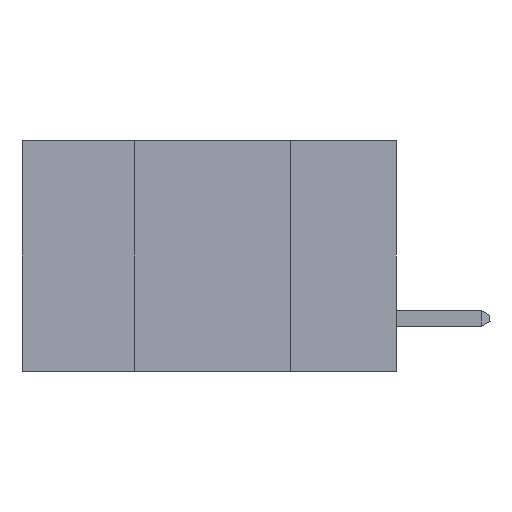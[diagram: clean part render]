
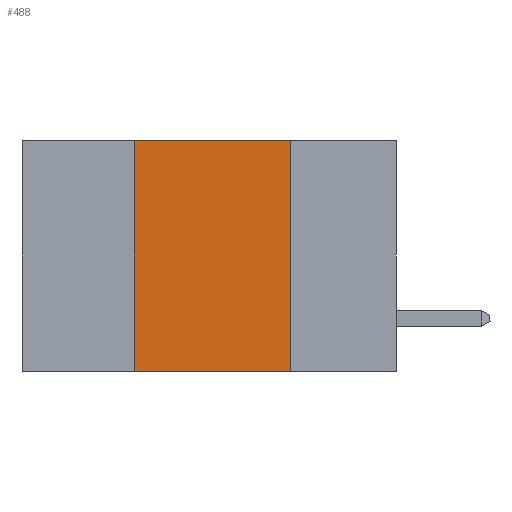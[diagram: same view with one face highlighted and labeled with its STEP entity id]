
A CAD part, left-side view. The second image highlights one B-rep face of the part: STEP entity #488.
In plain terms, the highlighted planar face has unit normal (-1, 0, 0).
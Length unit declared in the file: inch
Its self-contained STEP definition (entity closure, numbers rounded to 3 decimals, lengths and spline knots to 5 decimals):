
#13 = EDGE_LOOP ( 'NONE', ( #9448, #74, #4688, #2680 ) ) ;
#74 = ORIENTED_EDGE ( 'NONE', *, *, #2193, .F. ) ;
#255 = EDGE_CURVE ( 'NONE', #9257, #858, #8108, .T. ) ;
#415 = CARTESIAN_POINT ( 'NONE',  ( 0., 0.6, -0.37 ) ) ;
#488 = ADVANCED_FACE ( 'NONE', ( #8482 ), #937, .F. ) ;
#583 = VERTEX_POINT ( 'NONE', #1845 ) ;
#858 = VERTEX_POINT ( 'NONE', #6018 ) ;
#937 = PLANE ( 'NONE',  #10800 ) ;
#1547 = CARTESIAN_POINT ( 'NONE',  ( 0., 0.17, 0. ) ) ;
#1800 = DIRECTION ( 'NONE',  ( 0., 0., 1. ) ) ;
#1845 = CARTESIAN_POINT ( 'NONE',  ( 0., 0.17, -0.37 ) ) ;
#2193 = EDGE_CURVE ( 'NONE', #858, #5521, #6020, .T. ) ;
#2244 = CARTESIAN_POINT ( 'NONE',  ( 0., 0.6, 0. ) ) ;
#2680 = ORIENTED_EDGE ( 'NONE', *, *, #10213, .T. ) ;
#2794 = CARTESIAN_POINT ( 'NONE',  ( 0., 0.17, 0. ) ) ;
#3402 = VECTOR ( 'NONE', #7880, 39.37008 ) ;
#3711 = VECTOR ( 'NONE', #5795, 39.37008 ) ;
#4588 = CARTESIAN_POINT ( 'NONE',  ( 0., 0.42, -0.37 ) ) ;
#4688 = ORIENTED_EDGE ( 'NONE', *, *, #255, .F. ) ;
#5521 = VERTEX_POINT ( 'NONE', #1547 ) ;
#5795 = DIRECTION ( 'NONE',  ( 0., -1., 0. ) ) ;
#6018 = CARTESIAN_POINT ( 'NONE',  ( 0., 0.42, 0. ) ) ;
#6020 = LINE ( 'NONE', #9698, #3402 ) ;
#6383 = DIRECTION ( 'NONE',  ( 0., 0., -1. ) ) ;
#6560 = CARTESIAN_POINT ( 'NONE',  ( 0., 0.42, 0. ) ) ;
#7531 = DIRECTION ( 'NONE',  ( 0., 0., -1. ) ) ;
#7880 = DIRECTION ( 'NONE',  ( 0., -1., 0. ) ) ;
#8108 = LINE ( 'NONE', #6560, #10451 ) ;
#8446 = EDGE_CURVE ( 'NONE', #5521, #583, #8496, .T. ) ;
#8482 = FACE_OUTER_BOUND ( 'NONE', #13, .T. ) ;
#8496 = LINE ( 'NONE', #2794, #8741 ) ;
#8700 = LINE ( 'NONE', #415, #3711 ) ;
#8741 = VECTOR ( 'NONE', #6383, 39.37008 ) ;
#9257 = VERTEX_POINT ( 'NONE', #4588 ) ;
#9448 = ORIENTED_EDGE ( 'NONE', *, *, #8446, .F. ) ;
#9698 = CARTESIAN_POINT ( 'NONE',  ( 0., 0.6, 0. ) ) ;
#10175 = DIRECTION ( 'NONE',  ( 1., 0., 0. ) ) ;
#10213 = EDGE_CURVE ( 'NONE', #9257, #583, #8700, .T. ) ;
#10451 = VECTOR ( 'NONE', #1800, 39.37008 ) ;
#10800 = AXIS2_PLACEMENT_3D ( 'NONE', #2244, #10175, #7531 ) ;
